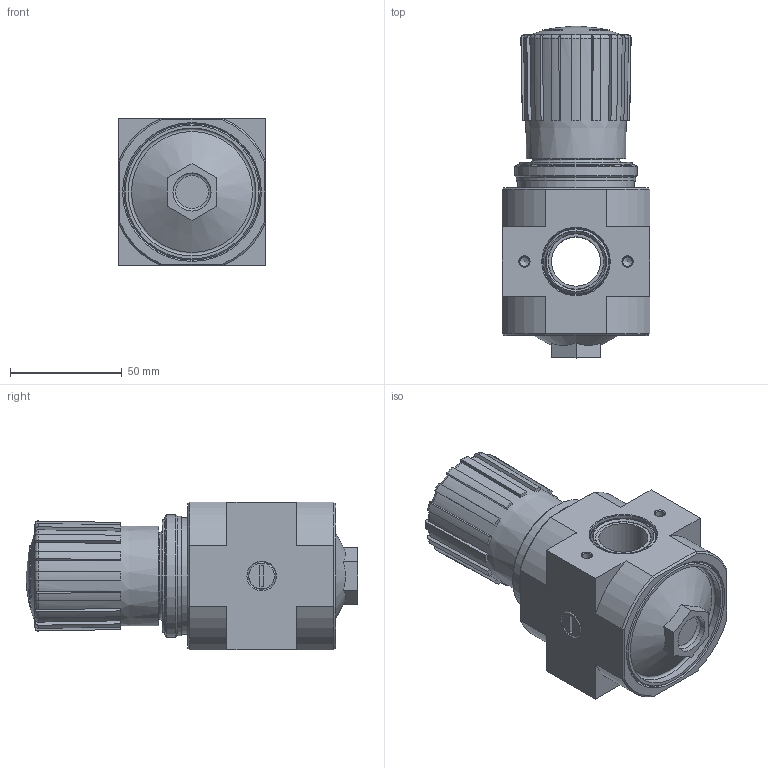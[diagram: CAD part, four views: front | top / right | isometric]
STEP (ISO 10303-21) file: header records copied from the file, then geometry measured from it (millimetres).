
FILE_DESCRIPTION(/* description */ ('STEP AP214'),/* implementation_level */ '2;1');
FILE_NAME(/* name */ '546513_LR-D-7-DI-MAXI',/* time_stamp */ '2024-09-04T22:51:08+02:00',/* author */ ('License CC BY-ND 4.0'),/* organization */ ('CADENAS'),/* preprocessor_version */ 'ST-DEVELOPER v19.3',/* originating_system */ 'PARTsolutions',/* authorisation */ ' ');
FILE_SCHEMA (('AUTOMOTIVE_DESIGN {1 0 10303 214 3 1 1}'));
Length unit declared in the file: millimetre
Products named in the file (4): 546513 LR-D-7-DI-MAXI-(0); 395842 LR-D-7-DI-MAXI--(0); 398012 LRVS-D-MINI; 373846 LR-MIDI
Assembly tree (3 placements, depth 2):
  546513 LR-D-7-DI-MAXI-(0)
    395842 LR-D-7-DI-MAXI--(0)
    398012 LRVS-D-MINI
    373846 LR-MIDI
Bounding box: 66 x 148.2 x 66 mm (x, y, z)
Volume: 361865 mm3; surface area: 49088.3 mm2
Topology: 3 solids, 3 shells, 261 faces, 666 edges, 429 vertices
Faces by surface type: plane 129, cone 50, torus 43, cylinder 34, sphere 5
Full cylindrical faces by diameter (mm): 4.134 x4, 6.3 x1, 9.6 x1, 11.2 x1, 11.445 x2, 13.157 x1, 17 x1, 22 x1, 30 x2, 39 x1, 40 x1, 50.2 x1, 50.376 x1, 52 x1, 53.5 x1, 54.8 x1, 57 x1
Entity records: 9530 total; most frequent: CARTESIAN_POINT 1835, DIRECTION 1232, ORIENTED_EDGE 1180, EDGE_CURVE 590, AXIS2_PLACEMENT_3D 529, VERTEX_POINT 418, FACE_BOUND 352, EDGE_LOOP 348
